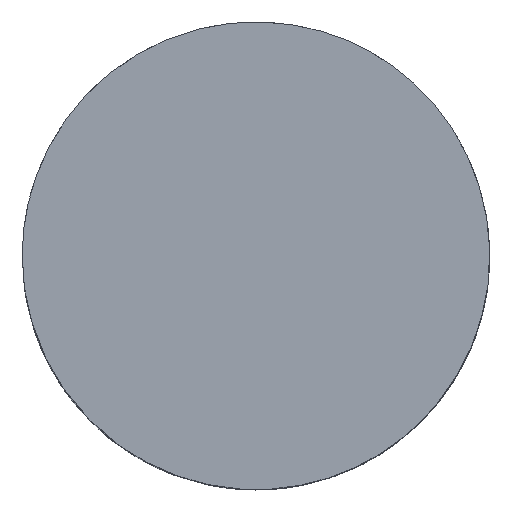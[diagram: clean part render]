
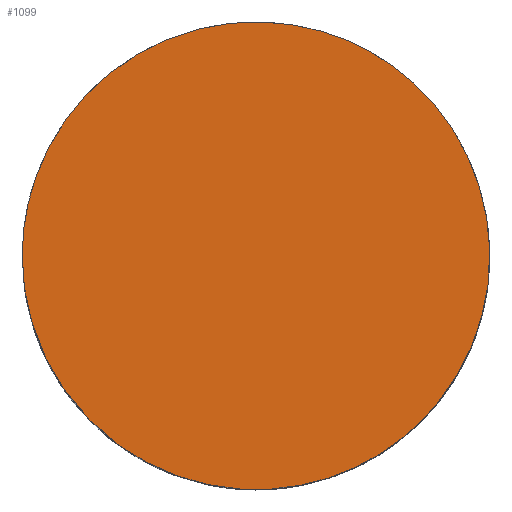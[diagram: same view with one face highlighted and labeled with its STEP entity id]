
A CAD part, top view. The second image highlights one B-rep face of the part: STEP entity #1099.
In plain terms, the highlighted free-form (B-spline) face has degree [1, 1] with [2, 2] control points.
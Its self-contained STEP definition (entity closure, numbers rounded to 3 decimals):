
#1062 = EDGE_CURVE('',#1063,#1063,#1065,.T.);
#1063 = VERTEX_POINT('',#1064);
#1064 = CARTESIAN_POINT('',(-67.408,0.,
    126.21));
#1065 = ( BOUNDED_CURVE() B_SPLINE_CURVE(2,(#1066,#1067,#1068,#1069,
#1070,#1071,#1072),.UNSPECIFIED.,.T.,.F.) B_SPLINE_CURVE_WITH_KNOTS((3,2
    ,2,3),(3.142,5.236,7.33,9.425),
.PIECEWISE_BEZIER_KNOTS.) CURVE() GEOMETRIC_REPRESENTATION_ITEM() 
RATIONAL_B_SPLINE_CURVE((1.,0.5,1.,0.5,1.,0.5,1.)) REPRESENTATION_ITEM(
  '') );
#1066 = CARTESIAN_POINT('',(-67.408,0.,
    126.21));
#1067 = CARTESIAN_POINT('',(-67.408,-116.754,
    126.21));
#1068 = CARTESIAN_POINT('',(33.704,-58.377,
    126.21));
#1069 = CARTESIAN_POINT('',(134.816,0.,
    126.21));
#1070 = CARTESIAN_POINT('',(33.704,58.377,
    126.21));
#1071 = CARTESIAN_POINT('',(-67.408,116.754,
    126.21));
#1072 = CARTESIAN_POINT('',(-67.408,0.,
    126.21));
#1099 = ADVANCED_FACE('',(#1100),#1103,.T.);
#1100 = FACE_BOUND('',#1101,.T.);
#1101 = EDGE_LOOP('',(#1102));
#1102 = ORIENTED_EDGE('',*,*,#1062,.T.);
#1103 = B_SPLINE_SURFACE_WITH_KNOTS('',1,1,(
    (#1104,#1105)
    ,(#1106,#1107
    )),.UNSPECIFIED.,.F.,.F.,.F.,(2,2),(2,2),(-47.,47.),(-47.,47.),
  .PIECEWISE_BEZIER_KNOTS.);
#1104 = CARTESIAN_POINT('',(-67.408,-67.408,
    126.21));
#1105 = CARTESIAN_POINT('',(-67.408,67.408,
    126.21));
#1106 = CARTESIAN_POINT('',(67.408,-67.408,
    126.21));
#1107 = CARTESIAN_POINT('',(67.408,67.408,
    126.21));
